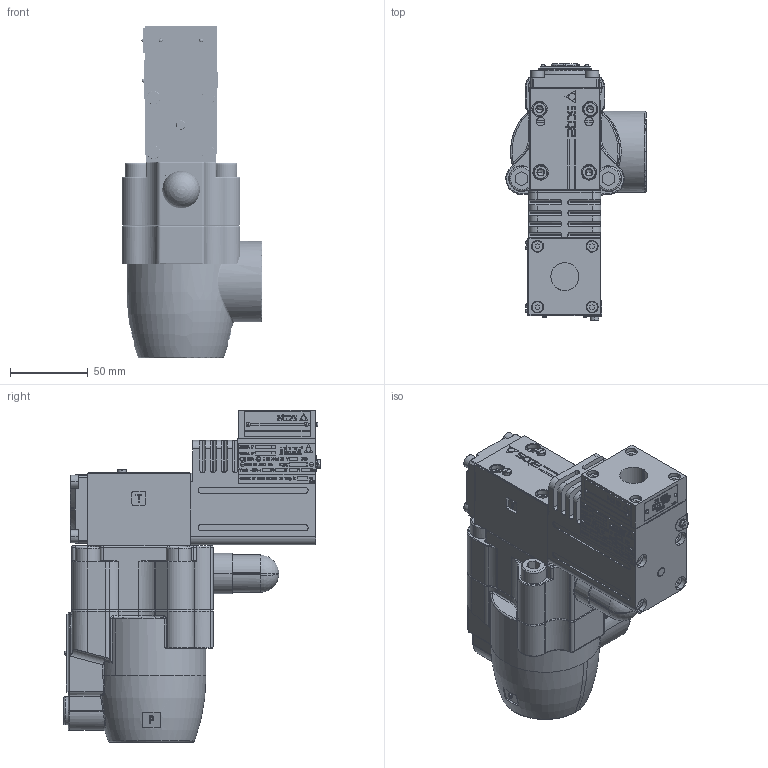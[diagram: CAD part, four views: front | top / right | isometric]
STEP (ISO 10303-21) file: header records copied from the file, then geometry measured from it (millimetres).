
FILE_DESCRIPTION(('STEP AP203'),'1');
FILE_NAME('ARAM-20-10-11-AO-S72.stp','2020-09-24T14:54:30',(' '),(' '),'XStep 1.0',' ',' ');
FILE_SCHEMA(('CONFIG_CONTROL_DESIGN'));
Length unit declared in the file: millimetre
Bounding box: 89.99 x 164.55 x 212.95 mm (x, y, z)
Volume: 892231.4 mm3; surface area: 200520.8 mm2
Topology: 53 solids, 54 shells, 9224 faces, 25516 edges, 16762 vertices
Faces by surface type: plane 6954, cylinder 1609, cone 352, torus 261, bspline 45, sphere 3
Entity records: 332425 total; most frequent: CARTESIAN_POINT 92369, ORIENTED_EDGE 50862, DIRECTION 47187, EDGE_CURVE 25431, LINE 21041, VECTOR 21041, VERTEX_POINT 16762, AXIS2_PLACEMENT_3D 13073
